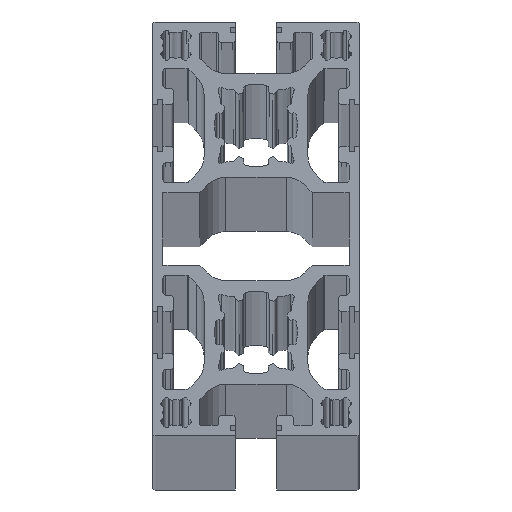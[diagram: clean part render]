
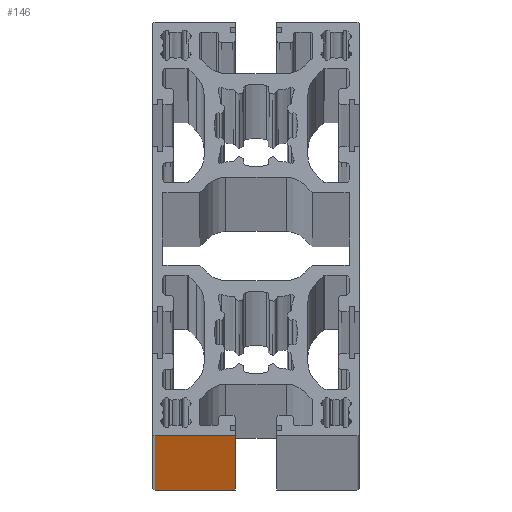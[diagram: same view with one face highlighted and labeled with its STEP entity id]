
A CAD part, top view. The second image highlights one B-rep face of the part: STEP entity #146.
In plain terms, the highlighted planar face has unit normal (0, -1, 0).
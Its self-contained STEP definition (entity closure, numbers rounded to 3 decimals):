
#65 = PLANE ( 'NONE',  #7613 ) ;
#66 = CARTESIAN_POINT ( 'NONE',  ( -19.5, -60., 0. ) ) ;
#67 = DIRECTION ( 'NONE',  ( 0., -1., 0. ) ) ;
#68 = DIRECTION ( 'NONE',  ( 0., 0., -1. ) ) ;
#146 = ADVANCED_FACE ( 'NONE', ( #9165 ), #65, .T. ) ;
#1832 = EDGE_LOOP ( 'NONE', ( #13731, #13732, #13733, #13734 ) ) ;
#5234 = CARTESIAN_POINT ( 'NONE',  ( -19.5, -60., -6000. ) ) ;
#5236 = CARTESIAN_POINT ( 'NONE',  ( -19.5, -60., 0. ) ) ;
#5238 = CARTESIAN_POINT ( 'NONE',  ( -4., -60., -6000. ) ) ;
#5240 = CARTESIAN_POINT ( 'NONE',  ( -4., -60., 0. ) ) ;
#6208 = LINE ( 'NONE', #6524, #6209 ) ;
#6209 = VECTOR ( 'NONE', #6525, 1000. ) ;
#6212 = LINE ( 'NONE', #6528, #6213 ) ;
#6213 = VECTOR ( 'NONE', #6529, 1000. ) ;
#6524 = CARTESIAN_POINT ( 'NONE',  ( -19.5, -60., -6000. ) ) ;
#6525 = DIRECTION ( 'NONE',  ( 1., 0., 0. ) ) ;
#6528 = CARTESIAN_POINT ( 'NONE',  ( -20., -60., 0. ) ) ;
#6529 = DIRECTION ( 'NONE',  ( 1., 0., 0. ) ) ;
#7613 = AXIS2_PLACEMENT_3D ( 'NONE', #66, #67, #68 ) ;
#9165 = FACE_OUTER_BOUND ( 'NONE', #1832, .T. ) ;
#11557 = LINE ( 'NONE', #11865, #11559 ) ;
#11559 = VECTOR ( 'NONE', #11866, 1000. ) ;
#11565 = LINE ( 'NONE', #11874, #11566 ) ;
#11566 = VECTOR ( 'NONE', #11875, 1000. ) ;
#11865 = CARTESIAN_POINT ( 'NONE',  ( -19.5, -60., -3000. ) ) ;
#11866 = DIRECTION ( 'NONE',  ( 0., 0., -1. ) ) ;
#11874 = CARTESIAN_POINT ( 'NONE',  ( -4., -60., -3000. ) ) ;
#11875 = DIRECTION ( 'NONE',  ( 0., 0., 1. ) ) ;
#13731 = ORIENTED_EDGE ( 'NONE', *, *, #16250, .T. ) ;
#13732 = ORIENTED_EDGE ( 'NONE', *, *, #16567, .T. ) ;
#13733 = ORIENTED_EDGE ( 'NONE', *, *, #16252, .F. ) ;
#13734 = ORIENTED_EDGE ( 'NONE', *, *, #16563, .T. ) ;
#15826 = VERTEX_POINT ( 'NONE', #5234 ) ;
#15828 = VERTEX_POINT ( 'NONE', #5236 ) ;
#15830 = VERTEX_POINT ( 'NONE', #5238 ) ;
#15832 = VERTEX_POINT ( 'NONE', #5240 ) ;
#16250 = EDGE_CURVE ( 'NONE', #15826, #15830, #6208, .T. ) ;
#16252 = EDGE_CURVE ( 'NONE', #15828, #15832, #6212, .T. ) ;
#16563 = EDGE_CURVE ( 'NONE', #15828, #15826, #11557, .T. ) ;
#16567 = EDGE_CURVE ( 'NONE', #15830, #15832, #11565, .T. ) ;
